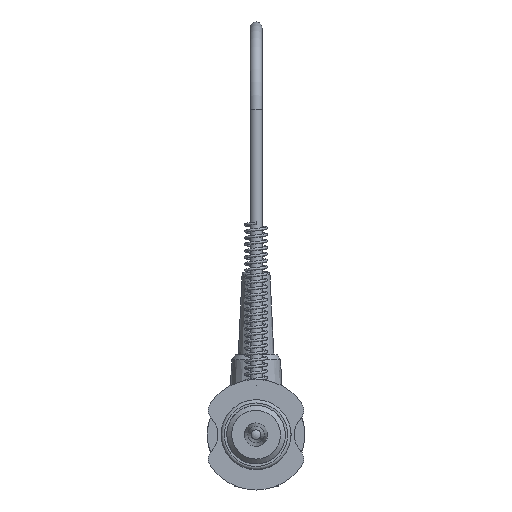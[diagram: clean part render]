
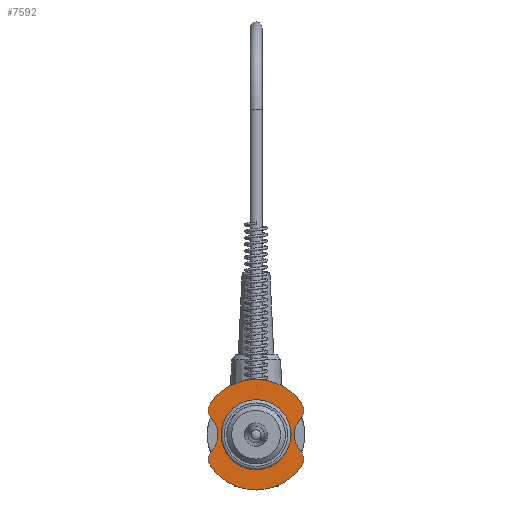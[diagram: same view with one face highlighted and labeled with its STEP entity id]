
A CAD part, left-side view. The second image highlights one B-rep face of the part: STEP entity #7592.
In plain terms, the highlighted planar face has unit normal (-1, 0, 0).
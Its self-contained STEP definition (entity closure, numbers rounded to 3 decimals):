
#1638=PLANE('',#8357);
#1702=FACE_BOUND('',#2541,.T.);
#2094=FACE_OUTER_BOUND('',#2540,.T.);
#2540=EDGE_LOOP('',(#6653,#6654,#6655,#6656,#6657,#6658,#6659,#6660));
#2541=EDGE_LOOP('',(#6661));
#2940=CIRCLE('',#8342,3.5);
#2943=CIRCLE('',#8346,7.5);
#2951=CIRCLE('',#8356,3.5);
#2952=CIRCLE('',#8358,17.);
#2953=CIRCLE('',#8359,3.5);
#2954=CIRCLE('',#8360,7.5);
#2955=CIRCLE('',#8361,3.5);
#2956=CIRCLE('',#8362,17.);
#2957=CIRCLE('',#8363,10.75);
#3629=VERTEX_POINT('',#12882);
#3630=VERTEX_POINT('',#12883);
#3634=VERTEX_POINT('',#12893);
#3644=VERTEX_POINT('',#12917);
#3645=VERTEX_POINT('',#12921);
#3646=VERTEX_POINT('',#12923);
#3647=VERTEX_POINT('',#12925);
#3648=VERTEX_POINT('',#12927);
#3649=VERTEX_POINT('',#12930);
#4643=EDGE_CURVE('',#3629,#3630,#2940,.T.);
#4649=EDGE_CURVE('',#3629,#3634,#2943,.T.);
#4661=EDGE_CURVE('',#3644,#3634,#2951,.T.);
#4662=EDGE_CURVE('',#3645,#3644,#2952,.T.);
#4663=EDGE_CURVE('',#3646,#3645,#2953,.T.);
#4664=EDGE_CURVE('',#3646,#3647,#2954,.T.);
#4665=EDGE_CURVE('',#3648,#3647,#2955,.T.);
#4666=EDGE_CURVE('',#3630,#3648,#2956,.T.);
#4667=EDGE_CURVE('',#3649,#3649,#2957,.T.);
#6653=ORIENTED_EDGE('',*,*,#4643,.F.);
#6654=ORIENTED_EDGE('',*,*,#4649,.T.);
#6655=ORIENTED_EDGE('',*,*,#4661,.F.);
#6656=ORIENTED_EDGE('',*,*,#4662,.F.);
#6657=ORIENTED_EDGE('',*,*,#4663,.F.);
#6658=ORIENTED_EDGE('',*,*,#4664,.T.);
#6659=ORIENTED_EDGE('',*,*,#4665,.F.);
#6660=ORIENTED_EDGE('',*,*,#4666,.F.);
#6661=ORIENTED_EDGE('',*,*,#4667,.T.);
#7592=ADVANCED_FACE('',(#2094,#1702),#1638,.T.);
#8342=AXIS2_PLACEMENT_3D('',#12884,#10415,#10416);
#8346=AXIS2_PLACEMENT_3D('',#12895,#10426,#10427);
#8356=AXIS2_PLACEMENT_3D('',#12919,#10450,#10451);
#8357=AXIS2_PLACEMENT_3D('',#12920,#10452,#10453);
#8358=AXIS2_PLACEMENT_3D('',#12922,#10454,#10455);
#8359=AXIS2_PLACEMENT_3D('',#12924,#10456,#10457);
#8360=AXIS2_PLACEMENT_3D('',#12926,#10458,#10459);
#8361=AXIS2_PLACEMENT_3D('',#12928,#10460,#10461);
#8362=AXIS2_PLACEMENT_3D('',#12929,#10462,#10463);
#8363=AXIS2_PLACEMENT_3D('',#12931,#10464,#10465);
#10415=DIRECTION('center_axis',(1.,0.,0.));
#10416=DIRECTION('ref_axis',(0.,-0.997,0.081));
#10426=DIRECTION('center_axis',(1.,0.,0.));
#10427=DIRECTION('ref_axis',(0.,0.477,-0.879));
#10450=DIRECTION('center_axis',(1.,0.,0.));
#10451=DIRECTION('ref_axis',(0.,-0.997,-0.081));
#10452=DIRECTION('center_axis',(-1.,0.,0.));
#10453=DIRECTION('ref_axis',(0.,-1.,0.));
#10454=DIRECTION('center_axis',(1.,0.,0.));
#10455=DIRECTION('ref_axis',(0.,1.,0.));
#10456=DIRECTION('center_axis',(1.,0.,0.));
#10457=DIRECTION('ref_axis',(0.,0.997,-0.081));
#10458=DIRECTION('center_axis',(1.,0.,0.));
#10459=DIRECTION('ref_axis',(0.,-0.477,-0.879));
#10460=DIRECTION('center_axis',(1.,0.,0.));
#10461=DIRECTION('ref_axis',(0.,0.997,0.081));
#10462=DIRECTION('center_axis',(1.,0.,0.));
#10463=DIRECTION('ref_axis',(0.,1.,0.));
#10464=DIRECTION('center_axis',(1.,0.,0.));
#10465=DIRECTION('ref_axis',(0.,-1.,0.));
#12882=CARTESIAN_POINT('',(0.,-13.772,-5.077));
#12883=CARTESIAN_POINT('',(0.,-14.124,-9.416));
#12884=CARTESIAN_POINT('Origin',(0.,-11.216,
-7.468));
#12893=CARTESIAN_POINT('',(0.,-13.772,5.169));
#12895=CARTESIAN_POINT('Origin',(0.,-19.25,0.046));
#12917=CARTESIAN_POINT('',(0.,-14.124,9.507));
#12919=CARTESIAN_POINT('Origin',(0.,-11.216,
7.559));
#12920=CARTESIAN_POINT('Origin',(0.,0.,
0.046));
#12921=CARTESIAN_POINT('',(0.,14.124,9.507));
#12922=CARTESIAN_POINT('Origin',(0.,0.,
0.046));
#12923=CARTESIAN_POINT('',(0.,13.772,5.169));
#12924=CARTESIAN_POINT('Origin',(0.,11.216,
7.559));
#12925=CARTESIAN_POINT('',(0.,13.772,-5.077));
#12926=CARTESIAN_POINT('Origin',(0.,19.25,0.046));
#12927=CARTESIAN_POINT('',(0.,14.124,-9.416));
#12928=CARTESIAN_POINT('Origin',(0.,11.216,
-7.468));
#12929=CARTESIAN_POINT('Origin',(0.,0.,
0.046));
#12930=CARTESIAN_POINT('',(0.,10.75,0.046));
#12931=CARTESIAN_POINT('Origin',(0.,0.,
0.046));
